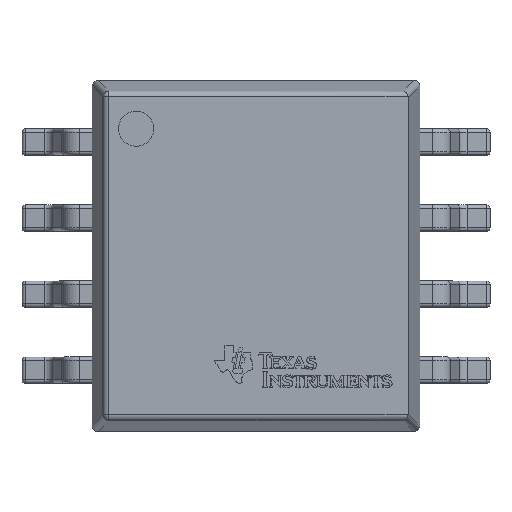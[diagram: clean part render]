
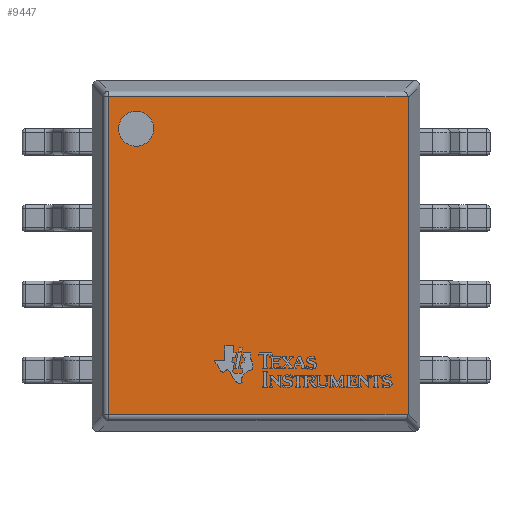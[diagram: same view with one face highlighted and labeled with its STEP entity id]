
A CAD part, top view. The second image highlights one B-rep face of the part: STEP entity #9447.
In plain terms, the highlighted planar face has unit normal (0, 0, 1).
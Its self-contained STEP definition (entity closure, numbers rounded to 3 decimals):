
#672=PLANE('',#10209);
#952=ELLIPSE('',#10146,0.052,0.05);
#956=ELLIPSE('',#10162,0.052,0.05);
#994=LINE('',#12794,#1950);
#999=LINE('',#12813,#1955);
#1004=LINE('',#12831,#1960);
#1030=LINE('',#12905,#1986);
#1950=VECTOR('',#10749,10.);
#1955=VECTOR('',#10768,10.);
#1960=VECTOR('',#10787,10.);
#1986=VECTOR('',#10873,10.);
#2995=FACE_OUTER_BOUND('',#3541,.T.);
#3541=EDGE_LOOP('',(#6705,#6706,#6707,#6708,#6709,#6710));
#4185=VERTEX_POINT('',#12765);
#4186=VERTEX_POINT('',#12767);
#4189=VERTEX_POINT('',#12774);
#4193=VERTEX_POINT('',#12786);
#4199=VERTEX_POINT('',#12803);
#4200=VERTEX_POINT('',#12805);
#5117=EDGE_CURVE('',#4185,#4186,#952,.T.);
#5130=EDGE_CURVE('',#4193,#4189,#994,.T.);
#5135=EDGE_CURVE('',#4199,#4200,#956,.T.);
#5139=EDGE_CURVE('',#4200,#4193,#999,.T.);
#5149=EDGE_CURVE('',#4189,#4185,#1004,.T.);
#5190=EDGE_CURVE('',#4186,#4199,#1030,.T.);
#6705=ORIENTED_EDGE('',*,*,#5135,.F.);
#6706=ORIENTED_EDGE('',*,*,#5190,.F.);
#6707=ORIENTED_EDGE('',*,*,#5117,.F.);
#6708=ORIENTED_EDGE('',*,*,#5149,.F.);
#6709=ORIENTED_EDGE('',*,*,#5130,.F.);
#6710=ORIENTED_EDGE('',*,*,#5139,.F.);
#9447=ADVANCED_FACE('',(#2995),#672,.T.);
#10146=AXIS2_PLACEMENT_3D('',#12768,#10719,#10720);
#10162=AXIS2_PLACEMENT_3D('',#12806,#10759,#10760);
#10209=AXIS2_PLACEMENT_3D('',#12915,#10889,#10890);
#10719=DIRECTION('center_axis',(0.,0.,-1.));
#10720=DIRECTION('ref_axis',(-0.707,0.707,0.));
#10749=DIRECTION('',(-1.,0.,0.));
#10759=DIRECTION('center_axis',(0.,0.,-1.));
#10760=DIRECTION('ref_axis',(0.707,0.707,0.));
#10768=DIRECTION('',(0.,-1.,0.));
#10787=DIRECTION('',(0.,1.,0.));
#10873=DIRECTION('',(1.,0.,0.));
#10889=DIRECTION('center_axis',(0.,0.,1.));
#10890=DIRECTION('ref_axis',(1.,0.,0.));
#12765=CARTESIAN_POINT('',(-1.359,1.299,1.2));
#12767=CARTESIAN_POINT('',(-1.351,1.3,1.2));
#12768=CARTESIAN_POINT('Origin',(-1.349,1.249,1.2));
#12774=CARTESIAN_POINT('',(-1.359,-1.259,1.2));
#12786=CARTESIAN_POINT('',(1.359,-1.259,1.2));
#12794=CARTESIAN_POINT('',(-0.375,-1.259,1.2));
#12803=CARTESIAN_POINT('',(1.351,1.3,1.2));
#12805=CARTESIAN_POINT('',(1.359,1.299,1.2));
#12806=CARTESIAN_POINT('Origin',(1.349,1.249,1.2));
#12813=CARTESIAN_POINT('',(1.359,-0.35,1.2));
#12831=CARTESIAN_POINT('',(-1.359,0.35,1.2));
#12905=CARTESIAN_POINT('',(0.75,1.3,1.2));
#12915=CARTESIAN_POINT('Origin',(0.,0.,1.2));
